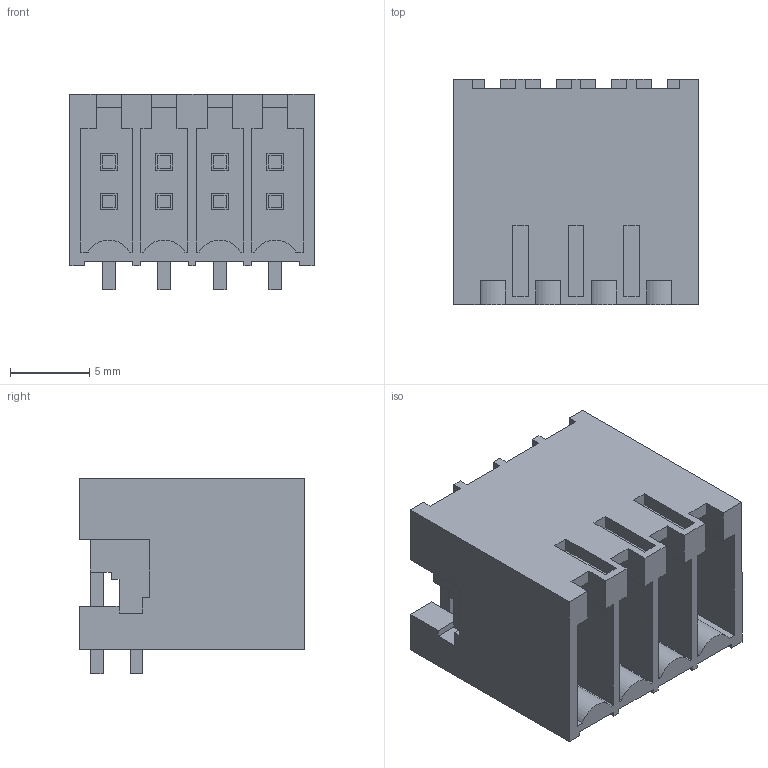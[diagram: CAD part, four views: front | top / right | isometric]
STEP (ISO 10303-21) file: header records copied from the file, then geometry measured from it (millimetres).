
FILE_DESCRIPTION(('CATIA V5 STEP Exchange','CAx-IF Rec.Pracs.--- Model Styling and Organization---1.2---2011-12-15'),'2;1');
FILE_NAME ('D1451467_0', '2018-03-29T10:09:15+00:00', ('none'), ('Weidmueller'), 'CATIA Version 5-6 Release 2014', 'CATIA V5 STEP AP214', 'none');
FILE_SCHEMA(('AUTOMOTIVE_DESIGN { 1 0 10303 214 1 1 1 1 }'));
Length unit declared in the file: millimetre
Products named in the file (1): 1359600000
Bounding box: 15.4 x 14.2 x 12.3 mm (x, y, z)
Volume: 1213.4 mm3; surface area: 2780.3 mm2
Topology: 9 solids, 9 shells, 316 faces, 914 edges, 621 vertices
Faces by surface type: plane 308, cylinder 8
Entity records: 9646 total; most frequent: ORIENTED_EDGE 1828, CARTESIAN_POINT 1727, DIRECTION 1296, EDGE_CURVE 914, VECTOR 898, LINE 898, VERTEX_POINT 621, EDGE_LOOP 337
